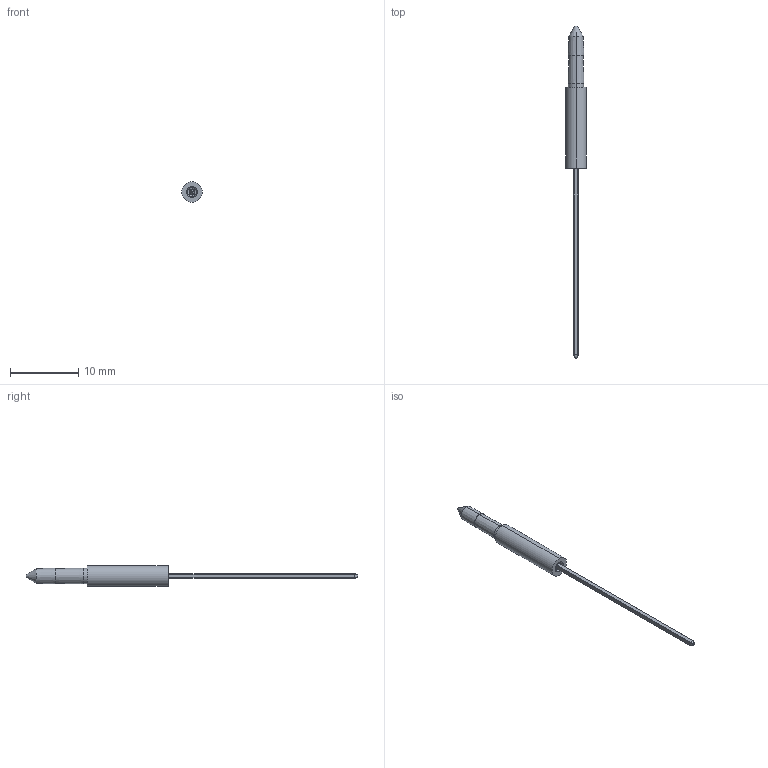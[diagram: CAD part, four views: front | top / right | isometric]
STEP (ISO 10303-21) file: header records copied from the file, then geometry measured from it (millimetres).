
FILE_DESCRIPTION (( 'STEP AP214' ), '1' );
FILE_NAME ('45000~0.STEP', '2018-12-06T08:33:35', ( '' ), ( '' ), 'SwSTEP 2.0', 'SolidWorks 2018', '' );
FILE_SCHEMA (( 'AUTOMOTIVE_DESIGN' ));
Length unit declared in the file: millimetre
Products named in the file (3): AN-7015~1; 45000~0; 44684~0
Assembly tree (2 placements, depth 2):
  45000~0
    AN-7015~1
    44684~0
Bounding box: 3 x 48.6 x 3 mm (x, y, z)
Volume: 127.6 mm3; surface area: 267 mm2
Topology: 2 solids, 2 shells, 48 faces, 98 edges, 58 vertices
Faces by surface type: cylinder 16, plane 12, cone 10, bspline 8, torus 2
Entity records: 1512 total; most frequent: CARTESIAN_POINT 465, DIRECTION 200, ORIENTED_EDGE 196, EDGE_CURVE 98, AXIS2_PLACEMENT_3D 81, VERTEX_POINT 58, EDGE_LOOP 52, FACE_OUTER_BOUND 48
